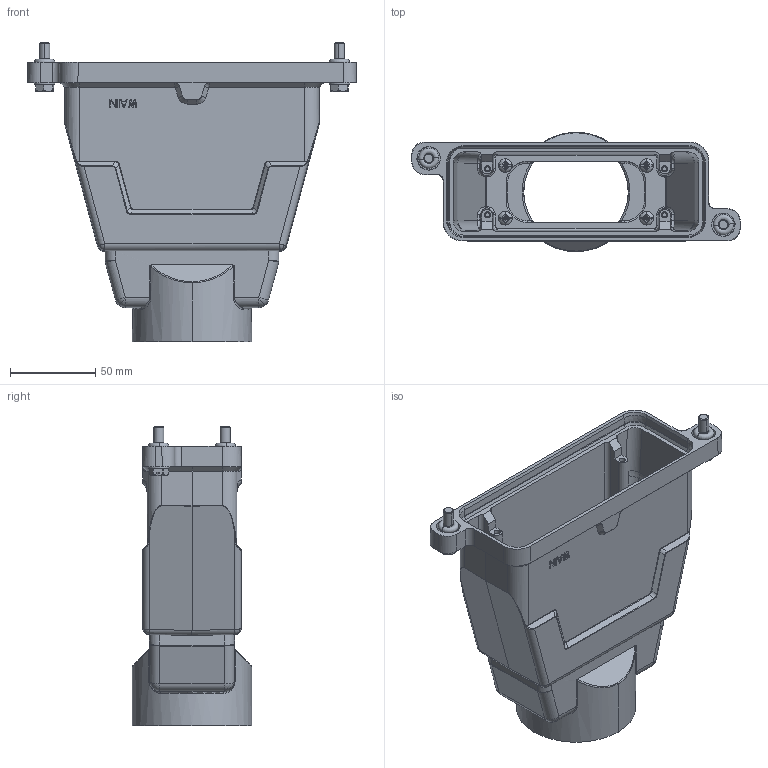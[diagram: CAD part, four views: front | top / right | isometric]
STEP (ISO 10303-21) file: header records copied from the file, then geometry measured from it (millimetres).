
FILE_DESCRIPTION(/* description */ (''),/* implementation_level */ '2;1');
FILE_NAME(/* name */ '3D_1136244205007_HP24B_H-TEH-2S-M63_V1.1.stp',/* time_stamp */ '2024-02-02T18:07:51+08:00',/* author */ (''),/* organization */ (''),/* preprocessor_version */ 'ST-DEVELOPER v18.1',/* originating_system */ 'SIEMENS PLM Software NX 1980',/* authorisation */ '');
FILE_SCHEMA (('AUTOMOTIVE_DESIGN { 1 0 10303 214 3 1 1 1 }'));
Length unit declared in the file: millimetre
Products named in the file (1): 3D_1136244205007_HP24B_H-TEH-2S-M63_V1.0_stp
Bounding box: 193 x 70 x 175.7 mm (x, y, z)
Volume: 307376.9 mm3; surface area: 124206.2 mm2
Topology: 1 solids, 5 shells, 819 faces, 2035 edges, 1252 vertices
Faces by surface type: plane 366, cylinder 186, cone 123, torus 60, bspline 52, sphere 32
Entity records: 30257 total; most frequent: CARTESIAN_POINT 12196, ORIENTED_EDGE 4054, DIRECTION 3315, EDGE_CURVE 2027, VERTEX_POINT 1252, AXIS2_PLACEMENT_3D 1191, LINE 933, VECTOR 933
